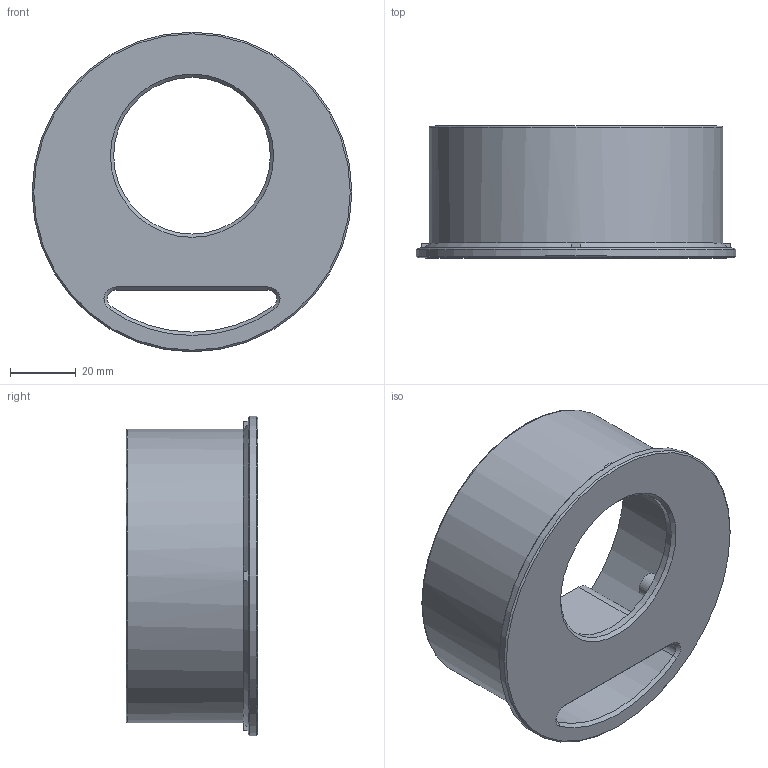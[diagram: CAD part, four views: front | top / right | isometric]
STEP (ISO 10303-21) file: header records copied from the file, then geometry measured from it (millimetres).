
FILE_DESCRIPTION(/* description */ (''),/* implementation_level */ '2;1');
FILE_NAME(/* name */ 'VVU75-stand-nfj-470-buffle.step',/* time_stamp */ '2024-01-01T04:44:29+09:00',/* author */ (''),/* organization */ (''),/* preprocessor_version */ 'ST-DEVELOPER v20',/* originating_system */ 'Autodesk Translation Framework v12.14.0.127',/* authorisation */ '');
FILE_SCHEMA (('AUTOMOTIVE_DESIGN { 1 0 10303 214 3 1 1 }'));
Length unit declared in the file: millimetre
Products named in the file (1): buffle
Bounding box: 97 x 40 x 97 mm (x, y, z)
Volume: 41133.2 mm3; surface area: 36020.2 mm2
Topology: 1 solids, 1 shells, 101 faces, 234 edges, 143 vertices
Faces by surface type: cylinder 35, plane 33, cone 32, torus 1
Full cylindrical faces by diameter (mm): 3 x4, 7.5 x2, 47.5 x1, 89 x1, 97 x1
Entity records: 2993 total; most frequent: CARTESIAN_POINT 573, DIRECTION 543, ORIENTED_EDGE 468, EDGE_CURVE 234, AXIS2_PLACEMENT_3D 217, VERTEX_POINT 143, CIRCLE 115, EDGE_LOOP 113
